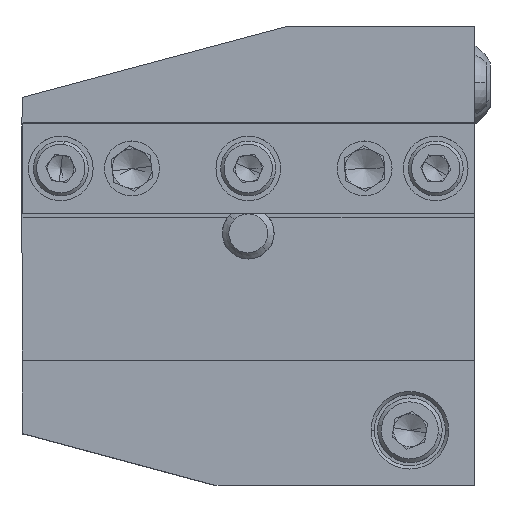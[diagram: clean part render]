
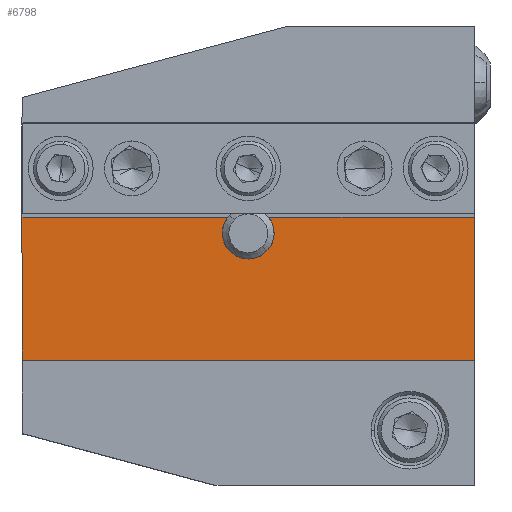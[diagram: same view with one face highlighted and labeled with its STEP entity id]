
A CAD part, top view. The second image highlights one B-rep face of the part: STEP entity #6798.
In plain terms, the highlighted planar face has unit normal (0, 0, 1).
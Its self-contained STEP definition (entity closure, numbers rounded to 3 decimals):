
#79 = FACE_OUTER_BOUND ( 'NONE', #6273, .T. ) ;
#190 = DIRECTION ( 'NONE',  ( -1., 0., 0. ) ) ;
#314 = VERTEX_POINT ( 'NONE', #4069 ) ;
#348 = VERTEX_POINT ( 'NONE', #9337 ) ;
#774 = ORIENTED_EDGE ( 'NONE', *, *, #9306, .F. ) ;
#1194 = DIRECTION ( 'NONE',  ( -1., 0., 0. ) ) ;
#1237 = DIRECTION ( 'NONE',  ( 0., 0., -1. ) ) ;
#1301 = LINE ( 'NONE', #7961, #7591 ) ;
#1678 = CARTESIAN_POINT ( 'NONE',  ( 35., -21.338, 19. ) ) ;
#1793 = DIRECTION ( 'NONE',  ( 0., 1., 0. ) ) ;
#1801 = CARTESIAN_POINT ( 'NONE',  ( -35., -21.338, 19. ) ) ;
#1836 = VERTEX_POINT ( 'NONE', #7335 ) ;
#1995 = EDGE_CURVE ( 'NONE', #348, #314, #10185, .T. ) ;
#2254 = LINE ( 'NONE', #8949, #9760 ) ;
#2507 = EDGE_CURVE ( 'NONE', #2938, #3666, #5440, .T. ) ;
#2523 = CARTESIAN_POINT ( 'NONE',  ( -35., 2.44, 19. ) ) ;
#2938 = VERTEX_POINT ( 'NONE', #8243 ) ;
#3566 = EDGE_CURVE ( 'NONE', #10040, #348, #2254, .T. ) ;
#3666 = VERTEX_POINT ( 'NONE', #7423 ) ;
#3883 = EDGE_CURVE ( 'NONE', #10040, #5356, #5118, .T. ) ;
#3996 = AXIS2_PLACEMENT_3D ( 'NONE', #1801, #9254, #190 ) ;
#4069 = CARTESIAN_POINT ( 'NONE',  ( 35., 2.44, 19. ) ) ;
#4157 = PLANE ( 'NONE',  #3996 ) ;
#4473 = EDGE_CURVE ( 'NONE', #3666, #1836, #8786, .T. ) ;
#4600 = DIRECTION ( 'NONE',  ( -1., 0., 0. ) ) ;
#5118 = LINE ( 'NONE', #6884, #6535 ) ;
#5356 = VERTEX_POINT ( 'NONE', #6688 ) ;
#5440 = CIRCLE ( 'NONE', #10518, 4. ) ;
#5957 = CIRCLE ( 'NONE', #9614, 4. ) ;
#6068 = ORIENTED_EDGE ( 'NONE', *, *, #2507, .T. ) ;
#6265 = CARTESIAN_POINT ( 'NONE',  ( 0., 0., 19. ) ) ;
#6273 = EDGE_LOOP ( 'NONE', ( #774, #8672, #6068, #8816, #8272, #9099, #9681, #9692 ) ) ;
#6427 = DIRECTION ( 'NONE',  ( 1., 0., 0. ) ) ;
#6441 = EDGE_CURVE ( 'NONE', #7235, #2938, #5957, .T. ) ;
#6535 = VECTOR ( 'NONE', #10215, 1000. ) ;
#6688 = CARTESIAN_POINT ( 'NONE',  ( -35., 2.44, 19. ) ) ;
#6798 = ADVANCED_FACE ( 'NONE', ( #79 ), #4157, .F. ) ;
#6884 = CARTESIAN_POINT ( 'NONE',  ( -35., -21.338, 19. ) ) ;
#7083 = CARTESIAN_POINT ( 'NONE',  ( 0., 0., 19. ) ) ;
#7235 = VERTEX_POINT ( 'NONE', #10108 ) ;
#7335 = CARTESIAN_POINT ( 'NONE',  ( -3.17, 2.44, 19. ) ) ;
#7388 = CARTESIAN_POINT ( 'NONE',  ( 0., 0., 19. ) ) ;
#7423 = CARTESIAN_POINT ( 'NONE',  ( -4., 0., 19. ) ) ;
#7591 = VECTOR ( 'NONE', #6427, 1000. ) ;
#7604 = VECTOR ( 'NONE', #9207, 1000. ) ;
#7922 = AXIS2_PLACEMENT_3D ( 'NONE', #7083, #1237, #4600 ) ;
#7961 = CARTESIAN_POINT ( 'NONE',  ( -35., 2.44, 19. ) ) ;
#8070 = CARTESIAN_POINT ( 'NONE',  ( -35., -21.338, 19. ) ) ;
#8243 = CARTESIAN_POINT ( 'NONE',  ( 4., 0., 19. ) ) ;
#8272 = ORIENTED_EDGE ( 'NONE', *, *, #9965, .F. ) ;
#8557 = LINE ( 'NONE', #2523, #7604 ) ;
#8672 = ORIENTED_EDGE ( 'NONE', *, *, #6441, .T. ) ;
#8721 = DIRECTION ( 'NONE',  ( 0., 0., -1. ) ) ;
#8786 = CIRCLE ( 'NONE', #7922, 4. ) ;
#8816 = ORIENTED_EDGE ( 'NONE', *, *, #4473, .T. ) ;
#8911 = DIRECTION ( 'NONE',  ( -1., 0., 0. ) ) ;
#8949 = CARTESIAN_POINT ( 'NONE',  ( -35., -21.338, 19. ) ) ;
#8972 = DIRECTION ( 'NONE',  ( 0., 0., -1. ) ) ;
#9099 = ORIENTED_EDGE ( 'NONE', *, *, #3883, .F. ) ;
#9207 = DIRECTION ( 'NONE',  ( 1., 0., 0. ) ) ;
#9254 = DIRECTION ( 'NONE',  ( 0., 0., -1. ) ) ;
#9306 = EDGE_CURVE ( 'NONE', #7235, #314, #1301, .T. ) ;
#9337 = CARTESIAN_POINT ( 'NONE',  ( 35., -21.338, 19. ) ) ;
#9614 = AXIS2_PLACEMENT_3D ( 'NONE', #7388, #8972, #8911 ) ;
#9681 = ORIENTED_EDGE ( 'NONE', *, *, #3566, .T. ) ;
#9692 = ORIENTED_EDGE ( 'NONE', *, *, #1995, .T. ) ;
#9760 = VECTOR ( 'NONE', #9820, 1000. ) ;
#9820 = DIRECTION ( 'NONE',  ( 1., 0., 0. ) ) ;
#9965 = EDGE_CURVE ( 'NONE', #5356, #1836, #8557, .T. ) ;
#10040 = VERTEX_POINT ( 'NONE', #8070 ) ;
#10108 = CARTESIAN_POINT ( 'NONE',  ( 3.17, 2.44, 19. ) ) ;
#10185 = LINE ( 'NONE', #1678, #10280 ) ;
#10215 = DIRECTION ( 'NONE',  ( 0., 1., 0. ) ) ;
#10280 = VECTOR ( 'NONE', #1793, 1000. ) ;
#10518 = AXIS2_PLACEMENT_3D ( 'NONE', #6265, #8721, #1194 ) ;
